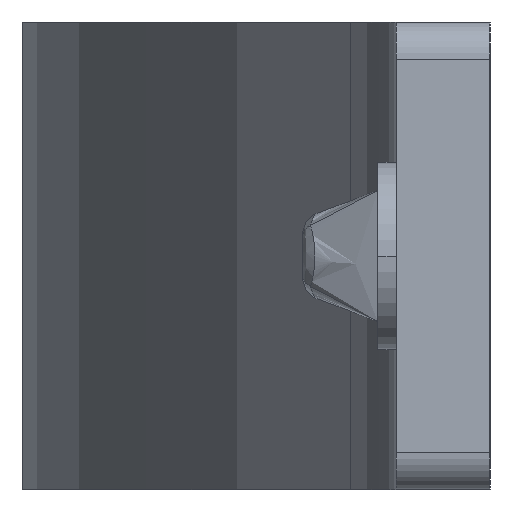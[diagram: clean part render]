
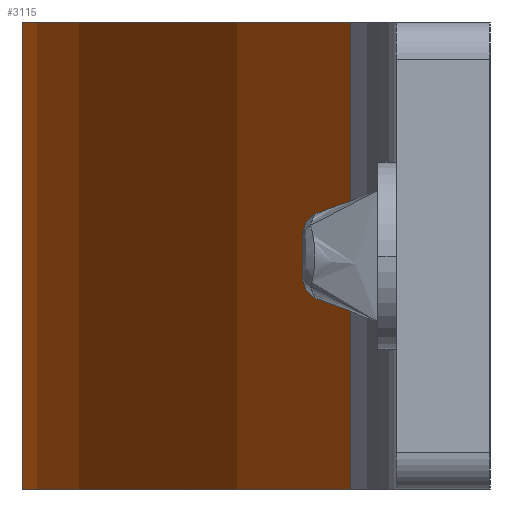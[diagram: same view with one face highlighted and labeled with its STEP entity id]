
A CAD part, left-side view. The second image highlights one B-rep face of the part: STEP entity #3115.
In plain terms, the highlighted cylindrical face has radius 71.866 mm (diameter 143.733 mm), a partial arc.
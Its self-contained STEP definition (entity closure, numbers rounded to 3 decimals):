
#500 = DIRECTION ( 'NONE',  ( 0., 1., 0. ) ) ;
#565 = ORIENTED_EDGE ( 'NONE', *, *, #1191, .F. ) ;
#575 = CARTESIAN_POINT ( 'NONE',  ( -0.75, -46.862, 0. ) ) ;
#622 = DIRECTION ( 'NONE',  ( 0., 1., 0. ) ) ;
#849 = DIRECTION ( 'NONE',  ( 0., 1., 0. ) ) ;
#963 = EDGE_CURVE ( 'NONE', #1842, #2686, #3122, .T. ) ;
#1019 = ORIENTED_EDGE ( 'NONE', *, *, #3182, .T. ) ;
#1072 = DIRECTION ( 'NONE',  ( 0., 0., 1. ) ) ;
#1107 = AXIS2_PLACEMENT_3D ( 'NONE', #2772, #1426, #622 ) ;
#1167 = CYLINDRICAL_SURFACE ( 'NONE', #1883, 71.866 ) ;
#1191 = EDGE_CURVE ( 'NONE', #1513, #2686, #2500, .T. ) ;
#1199 = VECTOR ( 'NONE', #2044, 1000. ) ;
#1414 = CARTESIAN_POINT ( 'NONE',  ( -47.821, 7.443, 0. ) ) ;
#1425 = CARTESIAN_POINT ( 'NONE',  ( -1.5, 25., -25. ) ) ;
#1426 = DIRECTION ( 'NONE',  ( 0., 0., 1. ) ) ;
#1513 = VERTEX_POINT ( 'NONE', #3236 ) ;
#1732 = ORIENTED_EDGE ( 'NONE', *, *, #963, .T. ) ;
#1753 = CARTESIAN_POINT ( 'NONE',  ( -1.5, 25., 0. ) ) ;
#1842 = VERTEX_POINT ( 'NONE', #2388 ) ;
#1883 = AXIS2_PLACEMENT_3D ( 'NONE', #575, #2245, #849 ) ;
#1968 = FACE_OUTER_BOUND ( 'NONE', #2267, .T. ) ;
#2044 = DIRECTION ( 'NONE',  ( 0., 0., 1. ) ) ;
#2244 = CIRCLE ( 'NONE', #2690, 71.866 ) ;
#2245 = DIRECTION ( 'NONE',  ( 0., 0., -1. ) ) ;
#2267 = EDGE_LOOP ( 'NONE', ( #1019, #3304, #1732, #565 ) ) ;
#2388 = CARTESIAN_POINT ( 'NONE',  ( -47.821, 7.443, -25. ) ) ;
#2500 = CIRCLE ( 'NONE', #1107, 71.866 ) ;
#2596 = VECTOR ( 'NONE', #2655, 1000. ) ;
#2655 = DIRECTION ( 'NONE',  ( 0., 0., -1. ) ) ;
#2686 = VERTEX_POINT ( 'NONE', #1414 ) ;
#2690 = AXIS2_PLACEMENT_3D ( 'NONE', #2755, #1072, #500 ) ;
#2755 = CARTESIAN_POINT ( 'NONE',  ( -0.75, -46.862, -25. ) ) ;
#2772 = CARTESIAN_POINT ( 'NONE',  ( -0.75, -46.862, 0. ) ) ;
#2869 = CARTESIAN_POINT ( 'NONE',  ( -47.821, 7.443, 0. ) ) ;
#3032 = EDGE_CURVE ( 'NONE', #3043, #1842, #2244, .T. ) ;
#3043 = VERTEX_POINT ( 'NONE', #1425 ) ;
#3115 = ADVANCED_FACE ( 'NONE', ( #1968 ), #1167, .T. ) ;
#3122 = LINE ( 'NONE', #2869, #1199 ) ;
#3182 = EDGE_CURVE ( 'NONE', #1513, #3043, #3450, .T. ) ;
#3236 = CARTESIAN_POINT ( 'NONE',  ( -1.5, 25., 0. ) ) ;
#3304 = ORIENTED_EDGE ( 'NONE', *, *, #3032, .T. ) ;
#3450 = LINE ( 'NONE', #1753, #2596 ) ;
